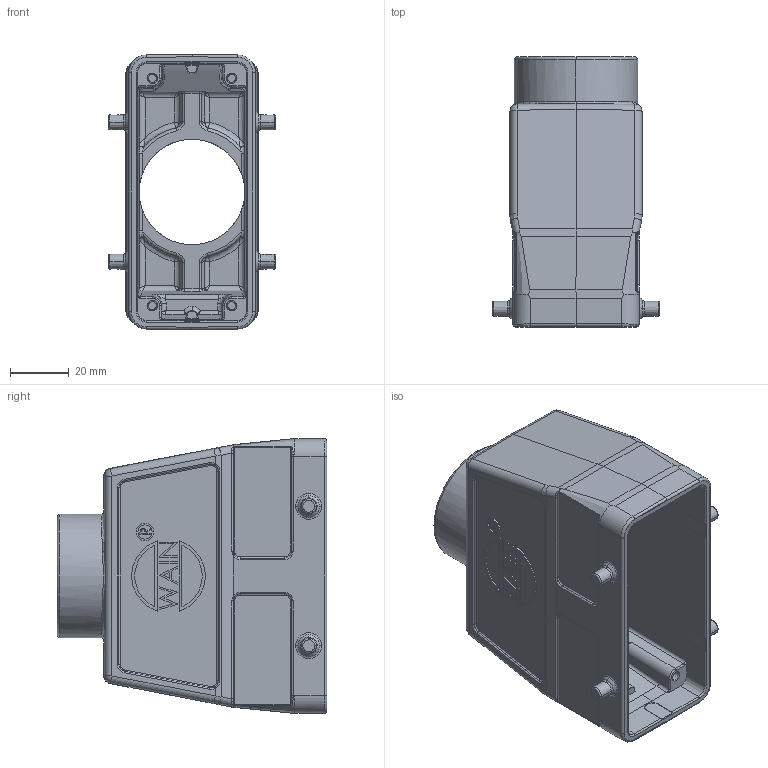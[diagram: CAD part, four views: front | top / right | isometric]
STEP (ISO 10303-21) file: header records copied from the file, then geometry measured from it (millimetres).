
FILE_DESCRIPTION(/* description */ (''),/* implementation_level */ '2;1');
FILE_NAME(/* name */ '3D_1240164305005_HV16B-TEH-4B-M40_V1.1.stp',/* time_stamp */ '2024-01-05T11:06:12+08:00',/* author */ (''),/* organization */ (''),/* preprocessor_version */ 'ST-DEVELOPER v18.1',/* originating_system */ 'SIEMENS PLM Software NX 1980',/* authorisation */ '');
FILE_SCHEMA (('AUTOMOTIVE_DESIGN { 1 0 10303 214 3 1 1 1 }'));
Length unit declared in the file: millimetre
Products named in the file (1): 145932C43606rlol
Bounding box: 57 x 91.96 x 93.7 mm (x, y, z)
Volume: 77756.1 mm3; surface area: 46254.2 mm2
Topology: 3 solids, 3 shells, 752 faces, 1870 edges, 1132 vertices
Faces by surface type: plane 264, cylinder 216, torus 144, bspline 65, cone 45, sphere 12, extrusion 6
Full cylindrical faces by diameter (mm): 36 x1, 38.6 x1
Entity records: 28606 total; most frequent: CARTESIAN_POINT 11862, ORIENTED_EDGE 3670, DIRECTION 3152, EDGE_CURVE 1835, AXIS2_PLACEMENT_3D 1157, VERTEX_POINT 1130, VECTOR 838, LINE 832
